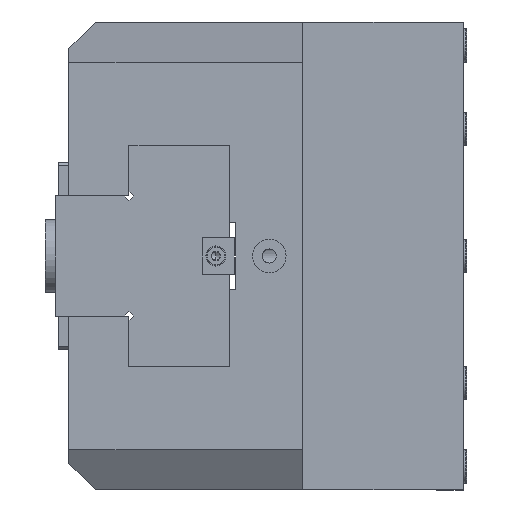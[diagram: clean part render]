
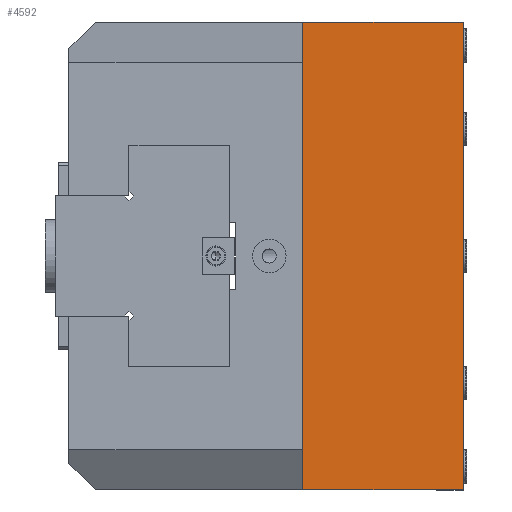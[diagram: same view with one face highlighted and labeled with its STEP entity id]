
A CAD part, left-side view. The second image highlights one B-rep face of the part: STEP entity #4592.
In plain terms, the highlighted planar face has unit normal (-1, 0, 0).
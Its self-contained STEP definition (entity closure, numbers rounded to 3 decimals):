
#1112 = PLANE ( 'NONE',  #8647 ) ;
#1113 = CARTESIAN_POINT ( 'NONE',  ( -105., -11., -70. ) ) ;
#1122 = DIRECTION ( 'NONE',  ( 1., 0., 0. ) ) ;
#1123 = DIRECTION ( 'NONE',  ( 0., 1., 0. ) ) ;
#3236 = CARTESIAN_POINT ( 'NONE',  ( -105., -59., -70. ) ) ;
#3256 = CARTESIAN_POINT ( 'NONE',  ( -105., -11., 70. ) ) ;
#3720 = EDGE_LOOP ( 'NONE', ( #5389, #5388, #5387, #5385 ) ) ;
#4592 = ADVANCED_FACE ( 'NONE', ( #7287 ), #1112, .F. ) ;
#5385 = ORIENTED_EDGE ( 'NONE', *, *, #8166, .T. ) ;
#5387 = ORIENTED_EDGE ( 'NONE', *, *, #16815, .F. ) ;
#5388 = ORIENTED_EDGE ( 'NONE', *, *, #8188, .F. ) ;
#5389 = ORIENTED_EDGE ( 'NONE', *, *, #9737, .T. ) ;
#7287 = FACE_OUTER_BOUND ( 'NONE', #3720, .T. ) ;
#8166 = EDGE_CURVE ( 'NONE', #12269, #11212, #8854, .T. ) ;
#8188 = EDGE_CURVE ( 'NONE', #11581, #14902, #8891, .T. ) ;
#8647 = AXIS2_PLACEMENT_3D ( 'NONE', #1113, #1122, #1123 ) ;
#8854 = LINE ( 'NONE', #18699, #8855 ) ;
#8855 = VECTOR ( 'NONE', #18700, 1000. ) ;
#8891 = LINE ( 'NONE', #18749, #8892 ) ;
#8892 = VECTOR ( 'NONE', #18750, 1000. ) ;
#9737 = EDGE_CURVE ( 'NONE', #11212, #14902, #9978, .T. ) ;
#9978 = LINE ( 'NONE', #16085, #9979 ) ;
#9979 = VECTOR ( 'NONE', #16086, 1000. ) ;
#10761 = LINE ( 'NONE', #14771, #10770 ) ;
#10770 = VECTOR ( 'NONE', #14772, 1000. ) ;
#11212 = VERTEX_POINT ( 'NONE', #16298 ) ;
#11581 = VERTEX_POINT ( 'NONE', #16482 ) ;
#12269 = VERTEX_POINT ( 'NONE', #3236 ) ;
#14771 = CARTESIAN_POINT ( 'NONE',  ( -105., -11., -70. ) ) ;
#14772 = DIRECTION ( 'NONE',  ( 0., 1., 0. ) ) ;
#14902 = VERTEX_POINT ( 'NONE', #3256 ) ;
#16085 = CARTESIAN_POINT ( 'NONE',  ( -105., -11., 70. ) ) ;
#16086 = DIRECTION ( 'NONE',  ( 0., 1., 0. ) ) ;
#16298 = CARTESIAN_POINT ( 'NONE',  ( -105., -59., 70. ) ) ;
#16482 = CARTESIAN_POINT ( 'NONE',  ( -105., -11., -70. ) ) ;
#16815 = EDGE_CURVE ( 'NONE', #12269, #11581, #10761, .T. ) ;
#18699 = CARTESIAN_POINT ( 'NONE',  ( -105., -59., -70. ) ) ;
#18700 = DIRECTION ( 'NONE',  ( 0., 0., 1. ) ) ;
#18749 = CARTESIAN_POINT ( 'NONE',  ( -105., -11., -70. ) ) ;
#18750 = DIRECTION ( 'NONE',  ( 0., 0., 1. ) ) ;
